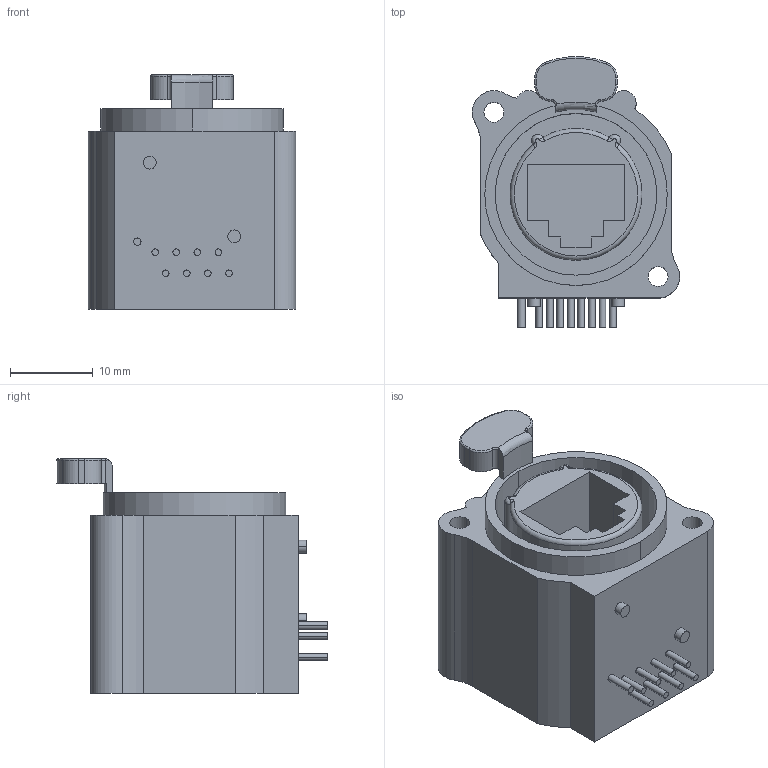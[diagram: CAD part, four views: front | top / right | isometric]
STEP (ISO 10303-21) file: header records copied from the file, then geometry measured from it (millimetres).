
FILE_DESCRIPTION((''),'2;1');
FILE_NAME('D-NE8FAH','2012-06-06T',('odo'),(''),'PRO/ENGINEER BY PARAMETRIC TECHNOLOGY CORPORATION, 2011310','PRO/ENGINEER BY PARAMETRIC TECHNOLOGY CORPORATION, 2011310','');
FILE_SCHEMA(('AUTOMOTIVE_DESIGN_CC2 { 1 2 10303 214 -1 1 5 2 }'));
Length unit declared in the file: millimetre
Products named in the file (1): D-NE8FAH
Bounding box: 25 x 32.58 x 28.3 mm (x, y, z)
Volume: 10157.4 mm3; surface area: 5886 mm2
Topology: 1 solids, 1 shells, 112 faces, 268 edges, 170 vertices
Faces by surface type: cylinder 57, plane 39, torus 10, bspline 6
Entity records: 3600 total; most frequent: CARTESIAN_POINT 687, DIRECTION 610, ORIENTED_EDGE 528, EDGE_CURVE 264, AXIS2_PLACEMENT_3D 246, COLOUR_RGB 209, VERTEX_POINT 170, CIRCLE 140
